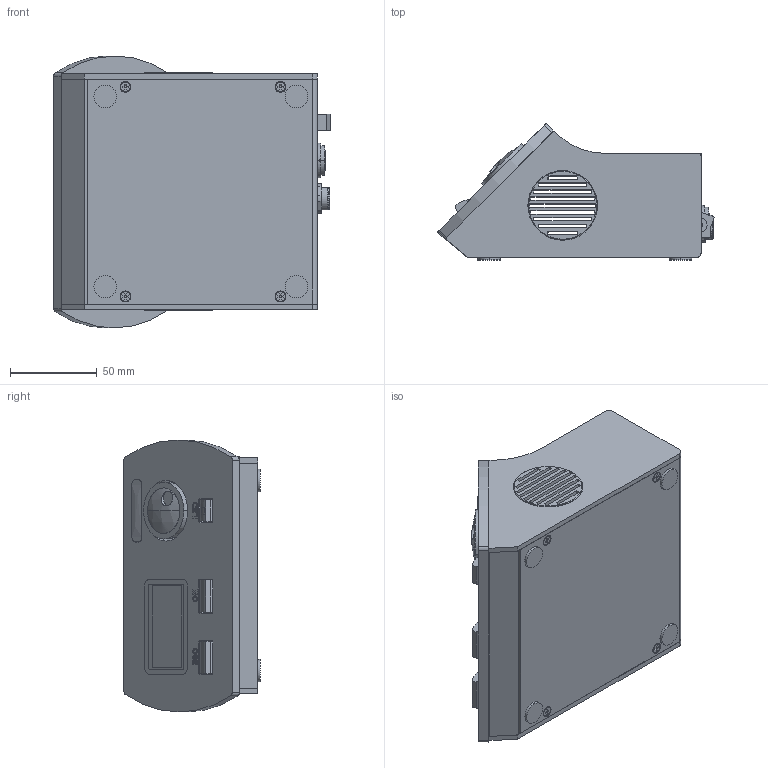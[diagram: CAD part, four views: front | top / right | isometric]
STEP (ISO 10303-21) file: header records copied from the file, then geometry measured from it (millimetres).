
FILE_DESCRIPTION (( 'STEP AP203' ), '1' );
FILE_NAME ('21569-E0W.STEP', '2012-03-14T09:19:09', ( '' ), ( '' ), 'SwSTEP 2.0', 'SolidWorks 2011', '' );
FILE_SCHEMA (( 'CONFIG_CONTROL_DESIGN' ));
Products named in the file (1): 21569-E0W
Bounding box: 159.59 x 78.65 x 157.01 mm (x, y, z)
Surface area: 131550.1 mm2 (no closed solid volume)
Topology: 0 solids, 94 shells, 776 faces, 3155 edges, 2465 vertices
Faces by surface type: plane 450, cylinder 202, cone 90, bspline 32, sphere 2
Entity records: 37111 total; most frequent: CARTESIAN_POINT 11895, DIRECTION 4931, ORIENTED_EDGE 4543, EDGE_CURVE 3155, VERTEX_POINT 2465, VECTOR 2039, LINE 2039, AXIS2_PLACEMENT_3D 1446
